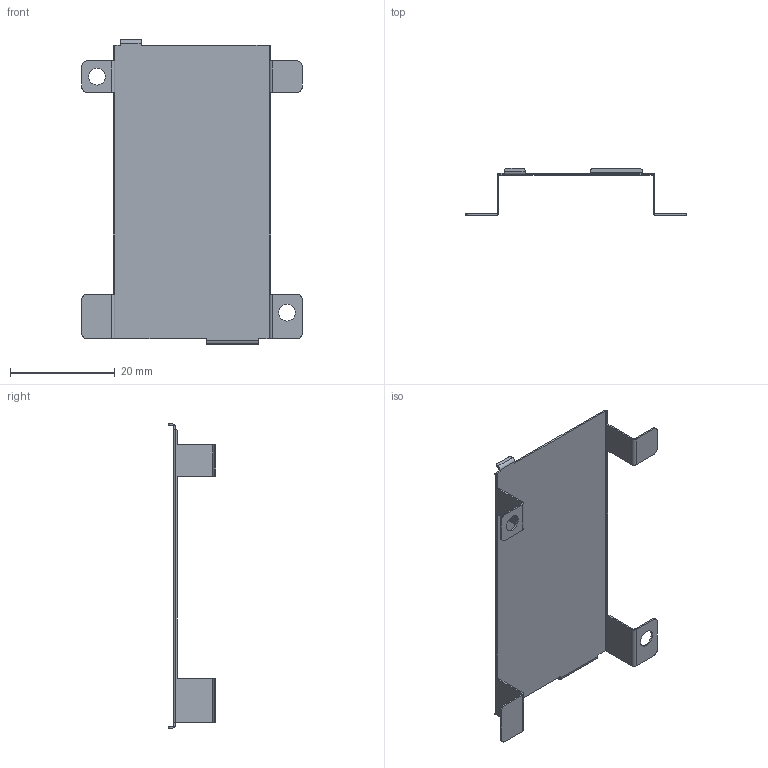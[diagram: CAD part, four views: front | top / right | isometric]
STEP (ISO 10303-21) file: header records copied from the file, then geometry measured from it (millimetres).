
FILE_DESCRIPTION (( 'STEP AP214' ), '1' );
FILE_NAME ('supporte_ecran.STEP', '2015-01-19T16:40:42', ( 'NAIO R&D' ), ( '' ), 'SwSTEP 2.0', 'SolidWorks 2014', '' );
FILE_SCHEMA (( 'AUTOMOTIVE_DESIGN' ));
Length unit declared in the file: millimetre
Products named in the file (1): supporte_ecran
Bounding box: 42 x 9 x 58 mm (x, y, z)
Volume: 631.5 mm3; surface area: 4300.1 mm2
Topology: 1 solids, 1 shells, 104 faces, 242 edges, 140 vertices
Faces by surface type: plane 72, cylinder 32
Entity records: 2920 total; most frequent: DIRECTION 516, CARTESIAN_POINT 487, ORIENTED_EDGE 484, EDGE_CURVE 242, LINE 178, VECTOR 178, AXIS2_PLACEMENT_3D 169, VERTEX_POINT 140
